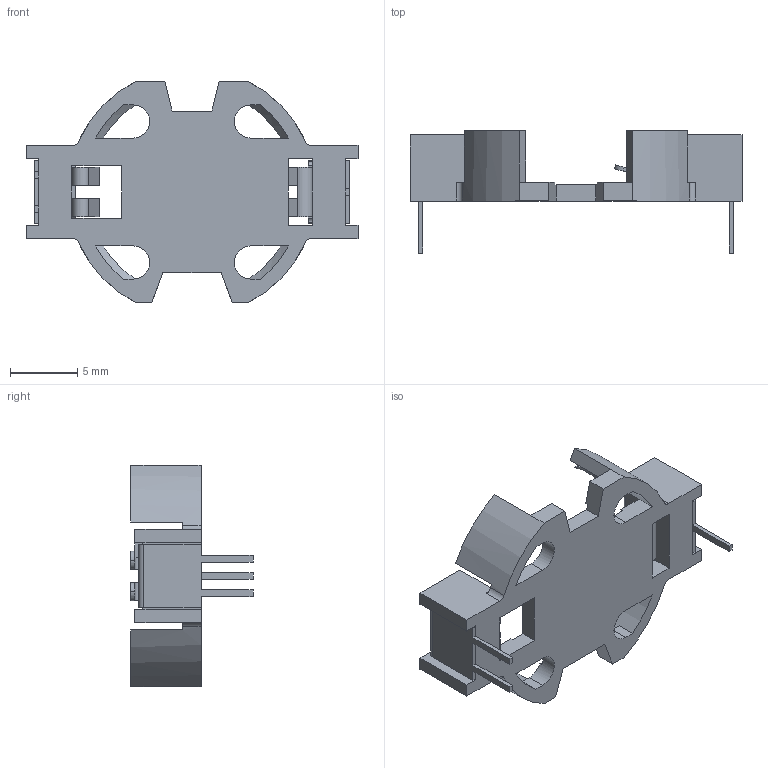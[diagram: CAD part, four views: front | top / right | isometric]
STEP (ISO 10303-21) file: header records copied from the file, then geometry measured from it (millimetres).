
FILE_DESCRIPTION (( 'STEP AP214' ), '1' );
FILE_NAME ('BU1632-JJ-1-G.STEP', '2019-10-17T22:09:57', ( '' ), ( '' ), 'SwSTEP 2.0', 'SolidWorks 2017', '' );
FILE_SCHEMA (( 'AUTOMOTIVE_DESIGN' ));
Length unit declared in the file: millimetre
Products named in the file (1): BU1632-JJ-1-G
Bounding box: 24.6 x 9.05 x 16.38 mm (x, y, z)
Volume: 529.5 mm3; surface area: 1339 mm2
Topology: 3 solids, 3 shells, 232 faces, 644 edges, 412 vertices
Faces by surface type: plane 166, cylinder 62, cone 4
Entity records: 7450 total; most frequent: CARTESIAN_POINT 1349, ORIENTED_EDGE 1288, DIRECTION 1230, EDGE_CURVE 644, LINE 484, VECTOR 484, VERTEX_POINT 412, AXIS2_PLACEMENT_3D 373
